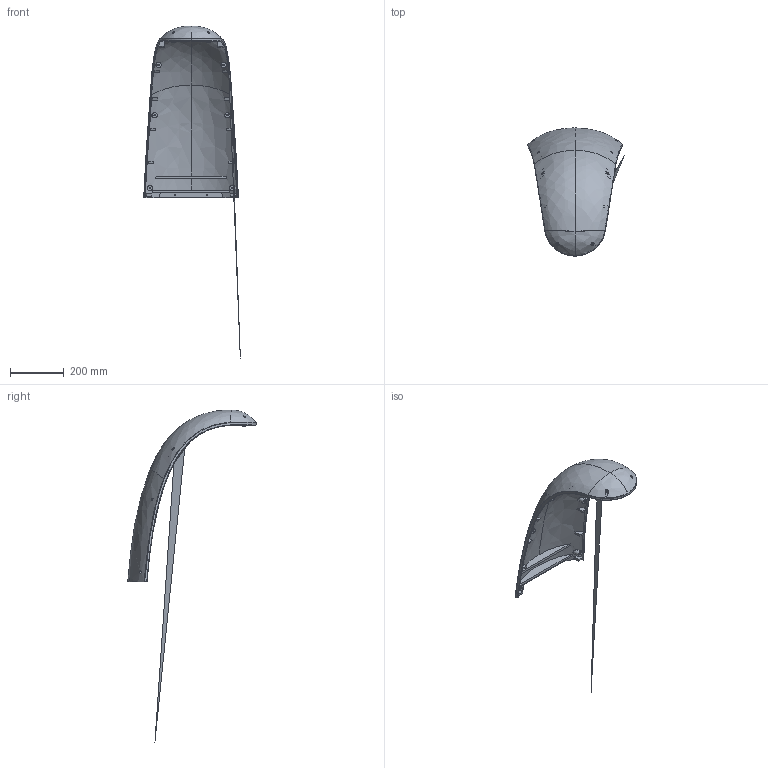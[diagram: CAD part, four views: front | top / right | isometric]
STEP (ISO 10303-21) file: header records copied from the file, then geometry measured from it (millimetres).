
FILE_DESCRIPTION (( 'STEP AP203' ), '1' );
FILE_NAME ('MS001-A.03.002SL.1.1Íâ¿Ç1.step', '2021-08-27T10:46:58', ( 'Windows User' ), ( 'P R C' ), 'SwSTEP 2.0', 'SolidWorks 2016', '' );
FILE_SCHEMA (( 'CONFIG_CONTROL_DESIGN' ));
Length unit declared in the file: millimetre
Products named in the file (1): MS001-A.03.002SL.1.1俋褲1
Bounding box: 360.99 x 479.95 x 1240.49 mm (x, y, z)
Volume: 1280153.2 mm3; surface area: 667226.9 mm2
Topology: 1 solids, 1 shells, 212 faces, 590 edges, 406 vertices
Faces by surface type: plane 98, bspline 58, cylinder 56
Entity records: 20819 total; most frequent: CARTESIAN_POINT 16158, ORIENTED_EDGE 1180, EDGE_CURVE 590, DIRECTION 529, VERTEX_POINT 406, B_SPLINE_CURVE_WITH_KNOTS 388, EDGE_LOOP 258, ADVANCED_FACE 212
